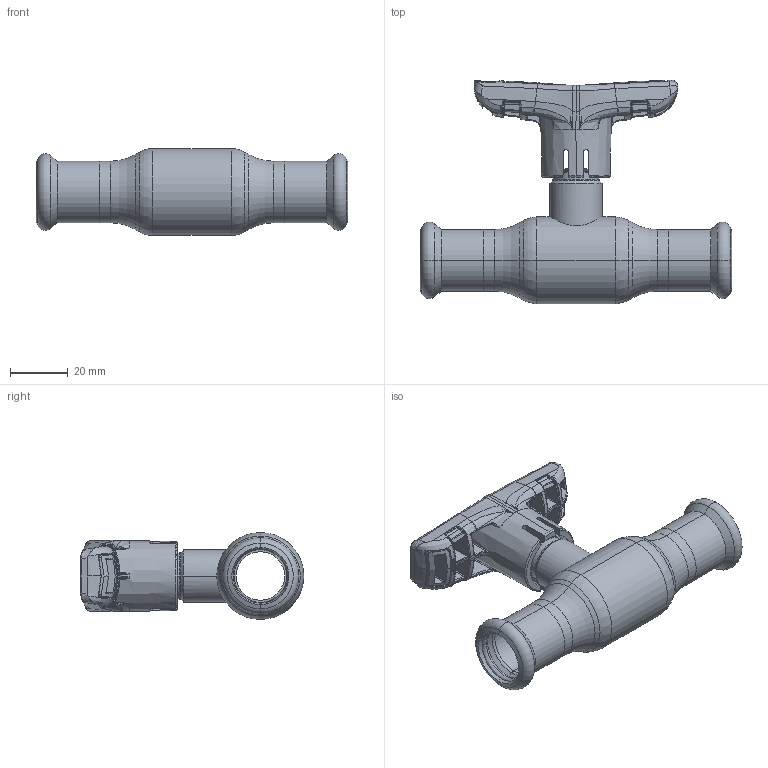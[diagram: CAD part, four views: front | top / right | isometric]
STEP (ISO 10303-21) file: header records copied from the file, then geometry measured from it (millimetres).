
FILE_DESCRIPTION (( 'STEP AP214' ), '1' );
FILE_NAME ('1015000100-1400.step', '2024-01-16T09:13:40', ( '' ), ( '' ), 'SwSTEP 2.0', 'SolidWorks 2021', '' );
FILE_SCHEMA (( 'AUTOMOTIVE_DESIGN' ));
Length unit declared in the file: millimetre
Products named in the file (1): 1015000100-1400
Bounding box: 107.6 x 77.19 x 30 mm (x, y, z)
Surface area: 22636.1 mm2 (no closed solid volume)
Topology: 0 solids, 8 shells, 727 faces, 2166 edges, 1361 vertices
Faces by surface type: bspline 575, plane 52, cylinder 34, cone 31, torus 25, sphere 10
Entity records: 56249 total; most frequent: CARTESIAN_POINT 33943, ORIENTED_EDGE 3773, EDGE_CURVE 2152, DIRECTION 1488, B_SPLINE_CURVE_WITH_KNOTS 1470, VERTEX_POINT 1357, EDGE_LOOP 734, UNCERTAINTY_MEASURE_WITH_UNIT 729
